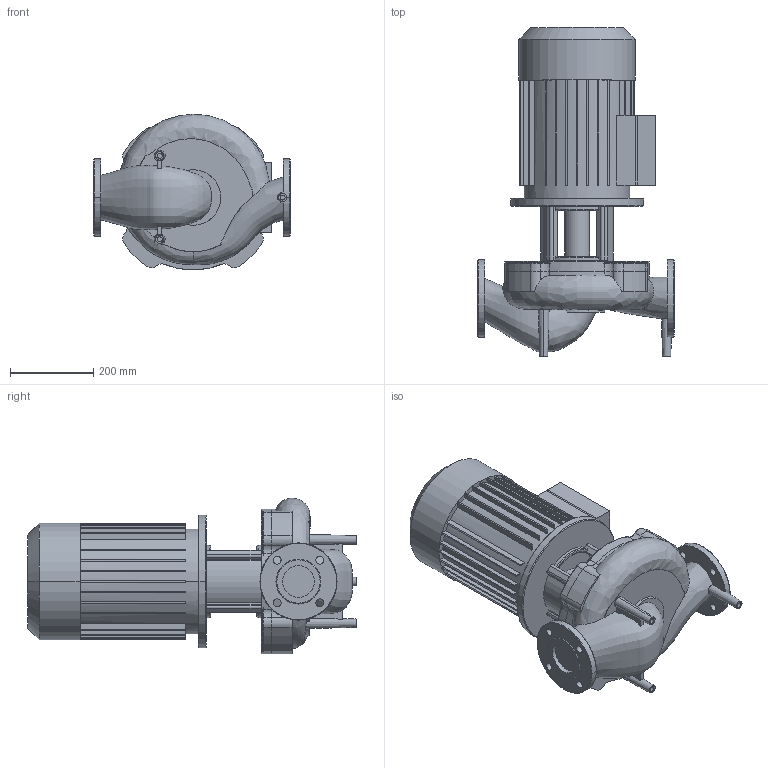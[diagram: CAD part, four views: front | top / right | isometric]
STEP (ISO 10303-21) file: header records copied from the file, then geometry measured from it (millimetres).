
FILE_DESCRIPTION((''),'2;1');
FILE_NAME('3d_IL65_270-5_5_4-2120770.stp','2016-05-24T11:22:46',(''),(''),'Mechanical Desktop 2009','Mechanical Desktop 2009',', , ');
FILE_SCHEMA(('CONFIG_CONTROL_DESIGN'));
Length unit declared in the file: millimetre
Products named in the file (1): Product
Bounding box: 475 x 791.03 x 373.51 mm (x, y, z)
Volume: 43375441.3 mm3; surface area: 1802195 mm2
Topology: 10 solids, 10 shells, 513 faces, 1371 edges, 880 vertices
Faces by surface type: plane 145, bspline 142, cylinder 142, torus 72, cone 12
Entity records: 28552 total; most frequent: CARTESIAN_POINT 15882, ORIENTED_EDGE 2722, DIRECTION 2580, EDGE_CURVE 1361, AXIS2_PLACEMENT_3D 1018, VERTEX_POINT 879, CIRCLE 646, EDGE_LOOP 562
